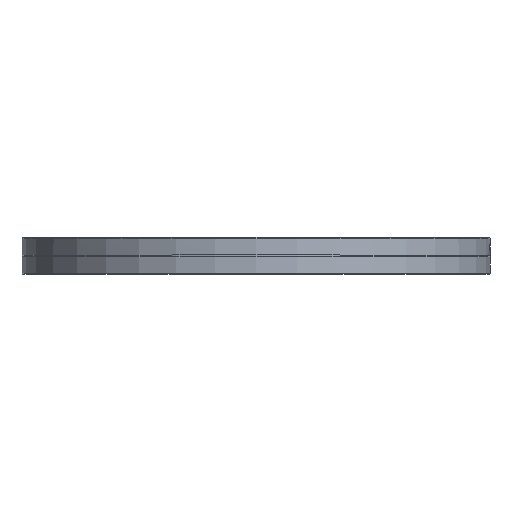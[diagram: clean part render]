
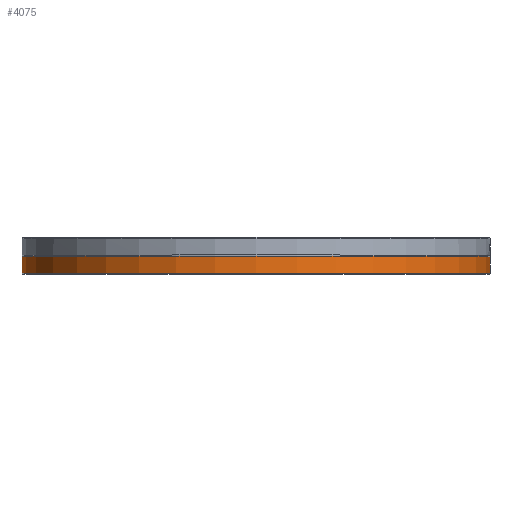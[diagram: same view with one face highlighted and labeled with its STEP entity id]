
A CAD part, top view. The second image highlights one B-rep face of the part: STEP entity #4075.
In plain terms, the highlighted cylindrical face has radius 184.15 mm (diameter 368.3 mm), a full revolution.
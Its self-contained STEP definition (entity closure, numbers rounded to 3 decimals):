
#189=CYLINDRICAL_SURFACE('',#4411,184.15);
#400=FACE_OUTER_BOUND('',#680,.T.);
#680=EDGE_LOOP('',(#2887,#2888,#2889,#2890,#2891,#2892));
#958=LINE('',#6220,#1205);
#1205=VECTOR('',#5037,184.15);
#1495=CIRCLE('',#4409,184.15);
#1496=CIRCLE('',#4410,184.15);
#1497=CIRCLE('',#4412,184.15);
#1498=CIRCLE('',#4413,184.15);
#1764=VERTEX_POINT('',#6210);
#1765=VERTEX_POINT('',#6211);
#1766=VERTEX_POINT('',#6216);
#1767=VERTEX_POINT('',#6217);
#2190=EDGE_CURVE('',#1764,#1765,#1495,.T.);
#2191=EDGE_CURVE('',#1765,#1764,#1496,.T.);
#2193=EDGE_CURVE('',#1766,#1767,#1497,.T.);
#2194=EDGE_CURVE('',#1767,#1766,#1498,.T.);
#2195=EDGE_CURVE('',#1767,#1765,#958,.T.);
#2887=ORIENTED_EDGE('',*,*,#2193,.F.);
#2888=ORIENTED_EDGE('',*,*,#2194,.F.);
#2889=ORIENTED_EDGE('',*,*,#2195,.T.);
#2890=ORIENTED_EDGE('',*,*,#2190,.F.);
#2891=ORIENTED_EDGE('',*,*,#2191,.F.);
#2892=ORIENTED_EDGE('',*,*,#2195,.F.);
#4075=ADVANCED_FACE('',(#400),#189,.T.);
#4409=AXIS2_PLACEMENT_3D('',#6212,#5026,#5027);
#4410=AXIS2_PLACEMENT_3D('',#6213,#5028,#5029);
#4411=AXIS2_PLACEMENT_3D('',#6215,#5031,#5032);
#4412=AXIS2_PLACEMENT_3D('',#6218,#5033,#5034);
#4413=AXIS2_PLACEMENT_3D('',#6219,#5035,#5036);
#5026=DIRECTION('center_axis',(0.,-1.,0.));
#5027=DIRECTION('ref_axis',(1.,0.,0.));
#5028=DIRECTION('center_axis',(0.,-1.,0.));
#5029=DIRECTION('ref_axis',(1.,0.,0.));
#5031=DIRECTION('center_axis',(0.,1.,0.));
#5032=DIRECTION('ref_axis',(-1.,0.,0.));
#5033=DIRECTION('center_axis',(0.,1.,0.));
#5034=DIRECTION('ref_axis',(1.,0.,0.));
#5035=DIRECTION('center_axis',(0.,1.,0.));
#5036=DIRECTION('ref_axis',(1.,0.,0.));
#5037=DIRECTION('',(0.,-1.,0.));
#6210=CARTESIAN_POINT('',(-184.15,0.5,0.));
#6211=CARTESIAN_POINT('',(184.15,0.5,0.));
#6212=CARTESIAN_POINT('Origin',(0.,0.5,0.));
#6213=CARTESIAN_POINT('Origin',(0.,0.5,0.));
#6215=CARTESIAN_POINT('Origin',(0.,6.881,0.));
#6216=CARTESIAN_POINT('',(0.,13.763,-184.15));
#6217=CARTESIAN_POINT('',(184.15,13.763,0.));
#6218=CARTESIAN_POINT('Origin',(0.,13.763,0.));
#6219=CARTESIAN_POINT('Origin',(0.,13.763,0.));
#6220=CARTESIAN_POINT('',(184.15,6.881,0.));
